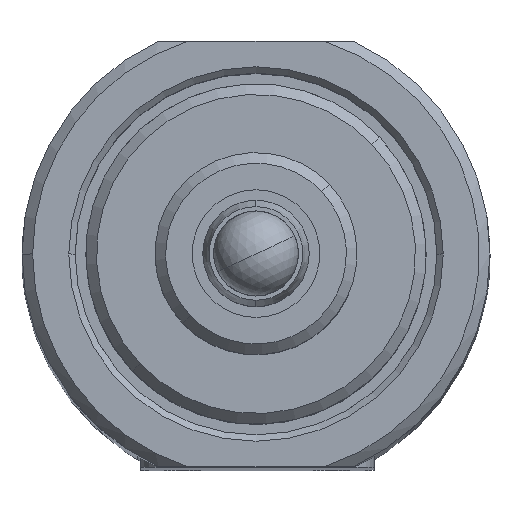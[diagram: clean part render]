
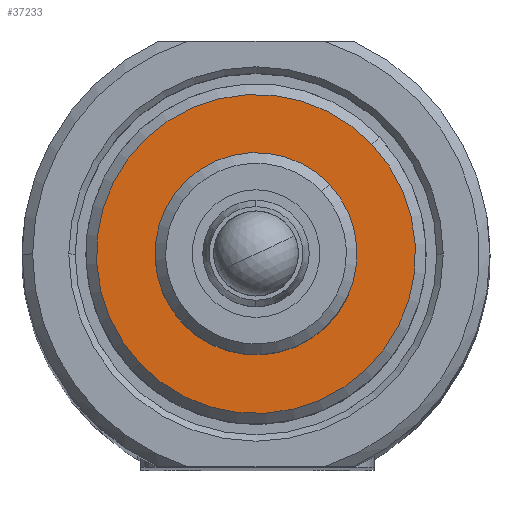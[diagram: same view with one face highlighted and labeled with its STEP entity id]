
A CAD part, top view. The second image highlights one B-rep face of the part: STEP entity #37233.
In plain terms, the highlighted planar face has unit normal (0, 0, 1).
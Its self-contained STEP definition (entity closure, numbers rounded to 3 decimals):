
#312 = EDGE_CURVE ( 'NONE', #19147, #15001, #44014, .T. ) ;
#1990 = CARTESIAN_POINT ( 'NONE',  ( 1.349, 7.597, 107.5 ) ) ;
#3386 = DIRECTION ( 'NONE',  ( 0.726, 0.688, 0. ) ) ;
#5024 = CARTESIAN_POINT ( 'NONE',  ( -9.536, -2.723, 107.5 ) ) ;
#5731 = CARTESIAN_POINT ( 'NONE',  ( -4.093, 2.437, 107.5 ) ) ;
#7975 = AXIS2_PLACEMENT_3D ( 'NONE', #9388, #28961, #19483 ) ;
#9388 = CARTESIAN_POINT ( 'NONE',  ( 1.411, -3.369, 107.5 ) ) ;
#10221 = CARTESIAN_POINT ( 'NONE',  ( -4.093, 2.437, 107.5 ) ) ;
#10286 = EDGE_LOOP ( 'NONE', ( #28170, #27540 ) ) ;
#12538 = CARTESIAN_POINT ( 'NONE',  ( -0.646, 5.705, 107.5 ) ) ;
#15001 = VERTEX_POINT ( 'NONE', #1990 ) ;
#16589 = CARTESIAN_POINT ( 'NONE',  ( -7.54, -0.831, 107.5 ) ) ;
#18426 = DIRECTION ( 'NONE',  ( 0., 0., 1. ) ) ;
#19147 = VERTEX_POINT ( 'NONE', #5024 ) ;
#19483 = DIRECTION ( 'NONE',  ( 0.726, 0.688, 0. ) ) ;
#20951 = DIRECTION ( 'NONE',  ( -0.726, -0.688, 0. ) ) ;
#21707 = CIRCLE ( 'NONE', #54669, 4.75 ) ;
#23514 = DIRECTION ( 'NONE',  ( 0.726, 0.688, 0. ) ) ;
#26367 = DIRECTION ( 'NONE',  ( -0.726, -0.688, 0. ) ) ;
#27540 = ORIENTED_EDGE ( 'NONE', *, *, #64707, .F. ) ;
#28170 = ORIENTED_EDGE ( 'NONE', *, *, #61227, .F. ) ;
#28961 = DIRECTION ( 'NONE',  ( 0., 0., -1. ) ) ;
#29396 = PLANE ( 'NONE',  #7975 ) ;
#29488 = AXIS2_PLACEMENT_3D ( 'NONE', #53368, #43203, #3386 ) ;
#30667 = DIRECTION ( 'NONE',  ( 0., 0., 1. ) ) ;
#31606 = AXIS2_PLACEMENT_3D ( 'NONE', #5731, #61108, #26367 ) ;
#37233 = ADVANCED_FACE ( 'NONE', ( #45201, #41226 ), #29396, .F. ) ;
#38025 = ORIENTED_EDGE ( 'NONE', *, *, #53066, .T. ) ;
#41226 = FACE_BOUND ( 'NONE', #10286, .T. ) ;
#41981 = CIRCLE ( 'NONE', #51608, 7.5 ) ;
#42643 = CIRCLE ( 'NONE', #31606, 4.75 ) ;
#43203 = DIRECTION ( 'NONE',  ( 0., 0., 1. ) ) ;
#44014 = CIRCLE ( 'NONE', #29488, 7.5 ) ;
#44624 = VERTEX_POINT ( 'NONE', #16589 ) ;
#45201 = FACE_OUTER_BOUND ( 'NONE', #62497, .T. ) ;
#47433 = VERTEX_POINT ( 'NONE', #12538 ) ;
#48446 = ORIENTED_EDGE ( 'NONE', *, *, #312, .T. ) ;
#48675 = CARTESIAN_POINT ( 'NONE',  ( -4.093, 2.437, 107.5 ) ) ;
#51608 = AXIS2_PLACEMENT_3D ( 'NONE', #48675, #18426, #23514 ) ;
#53066 = EDGE_CURVE ( 'NONE', #15001, #19147, #41981, .T. ) ;
#53368 = CARTESIAN_POINT ( 'NONE',  ( -4.093, 2.437, 107.5 ) ) ;
#54669 = AXIS2_PLACEMENT_3D ( 'NONE', #10221, #30667, #20951 ) ;
#61108 = DIRECTION ( 'NONE',  ( 0., 0., 1. ) ) ;
#61227 = EDGE_CURVE ( 'NONE', #44624, #47433, #21707, .T. ) ;
#62497 = EDGE_LOOP ( 'NONE', ( #38025, #48446 ) ) ;
#64707 = EDGE_CURVE ( 'NONE', #47433, #44624, #42643, .T. ) ;
